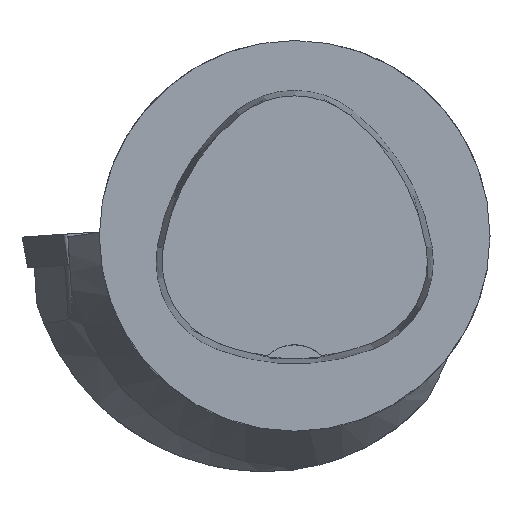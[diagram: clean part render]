
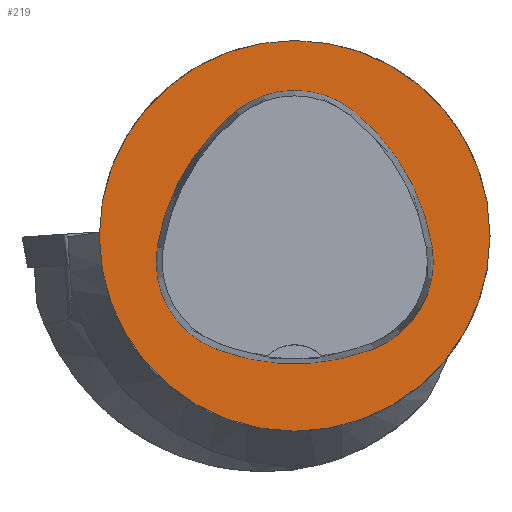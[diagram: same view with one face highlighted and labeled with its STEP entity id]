
A CAD part, top view. The second image highlights one B-rep face of the part: STEP entity #219.
In plain terms, the highlighted planar face has unit normal (0, 0, 1).
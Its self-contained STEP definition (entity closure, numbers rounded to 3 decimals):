
#219=ADVANCED_FACE('',(#429,#430),#262,.T.);
#262=PLANE('',#1271);
#429=FACE_BOUND('',#485,.T.);
#430=FACE_BOUND('',#486,.T.);
#485=EDGE_LOOP('',(#695,#696,#697,#698,#699,#700));
#486=EDGE_LOOP('',(#701));
#695=ORIENTED_EDGE('',*,*,#1022,.T.);
#696=ORIENTED_EDGE('',*,*,#1002,.T.);
#697=ORIENTED_EDGE('',*,*,#1006,.T.);
#698=ORIENTED_EDGE('',*,*,#1009,.T.);
#699=ORIENTED_EDGE('',*,*,#1012,.T.);
#700=ORIENTED_EDGE('',*,*,#1020,.T.);
#701=ORIENTED_EDGE('',*,*,#993,.F.);
#878=VERTEX_POINT('',#2018);
#887=VERTEX_POINT('',#2037);
#888=VERTEX_POINT('',#2038);
#891=VERTEX_POINT('',#2046);
#893=VERTEX_POINT('',#2052);
#895=VERTEX_POINT('',#2058);
#902=VERTEX_POINT('',#2079);
#993=EDGE_CURVE('',#878,#878,#1078,.T.);
#1002=EDGE_CURVE('',#887,#888,#1079,.T.);
#1006=EDGE_CURVE('',#888,#891,#1081,.T.);
#1009=EDGE_CURVE('',#891,#893,#1083,.T.);
#1012=EDGE_CURVE('',#893,#895,#1085,.T.);
#1020=EDGE_CURVE('',#895,#902,#1089,.T.);
#1022=EDGE_CURVE('',#902,#887,#1091,.T.);
#1078=CIRCLE('',#1243,25.);
#1079=CIRCLE('',#1249,28.);
#1081=CIRCLE('',#1252,12.);
#1083=CIRCLE('',#1255,28.);
#1085=CIRCLE('',#1258,12.);
#1089=CIRCLE('',#1263,28.);
#1091=CIRCLE('',#1266,12.);
#1243=AXIS2_PLACEMENT_3D('',#2017,#1479,#1480);
#1249=AXIS2_PLACEMENT_3D('',#2036,#1495,#1496);
#1252=AXIS2_PLACEMENT_3D('',#2045,#1503,#1504);
#1255=AXIS2_PLACEMENT_3D('',#2051,#1510,#1511);
#1258=AXIS2_PLACEMENT_3D('',#2057,#1517,#1518);
#1263=AXIS2_PLACEMENT_3D('',#2080,#1529,#1530);
#1266=AXIS2_PLACEMENT_3D('',#2083,#1535,#1536);
#1271=AXIS2_PLACEMENT_3D('',#2088,#1545,#1546);
#1479=DIRECTION('',(0.,0.,-1.));
#1480=DIRECTION('',(-1.,0.,0.));
#1495=DIRECTION('',(0.,0.,-1.));
#1496=DIRECTION('',(-1.,0.,0.));
#1503=DIRECTION('',(0.,0.,-1.));
#1504=DIRECTION('',(-1.,0.,0.));
#1510=DIRECTION('',(0.,0.,-1.));
#1511=DIRECTION('',(-1.,0.,0.));
#1517=DIRECTION('',(0.,0.,-1.));
#1518=DIRECTION('',(-1.,0.,0.));
#1529=DIRECTION('',(0.,0.,-1.));
#1530=DIRECTION('',(-1.,0.,0.));
#1535=DIRECTION('',(0.,0.,-1.));
#1536=DIRECTION('',(-1.,0.,0.));
#1545=DIRECTION('',(0.,0.,1.));
#1546=DIRECTION('',(1.,0.,0.));
#2017=CARTESIAN_POINT('',(0.,0.,0.));
#2018=CARTESIAN_POINT('',(-25.,0.,0.));
#2036=CARTESIAN_POINT('',(10.068,-5.824,0.));
#2037=CARTESIAN_POINT('',(-17.584,-1.424,0.));
#2038=CARTESIAN_POINT('',(-7.531,15.953,0.));
#2045=CARTESIAN_POINT('',(0.011,6.62,0.));
#2046=CARTESIAN_POINT('',(7.567,15.942,0.));
#2051=CARTESIAN_POINT('',(-10.063,-5.81,0.));
#2052=CARTESIAN_POINT('',(17.59,-1.418,0.));
#2057=CARTESIAN_POINT('',(5.739,-3.3,0.));
#2058=CARTESIAN_POINT('',(10.05,-14.499,0.));
#2079=CARTESIAN_POINT('',(-10.025,-14.516,0.));
#2080=CARTESIAN_POINT('',(-0.01,11.631,0.));
#2083=CARTESIAN_POINT('',(-5.733,-3.31,0.));
#2088=CARTESIAN_POINT('',(0.,0.,0.));
